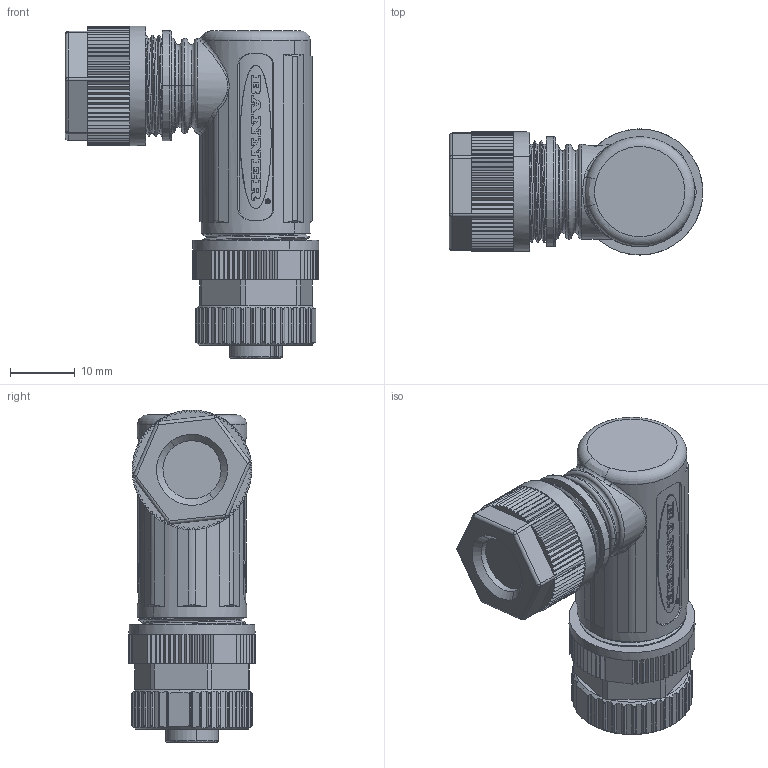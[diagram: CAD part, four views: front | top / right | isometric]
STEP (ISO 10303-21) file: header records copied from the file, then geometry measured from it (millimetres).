
FILE_DESCRIPTION((''),'2;1');
FILE_NAME('246781_SM01_ASM','2024-11-26T13:58:43',('banengservice'),('BANNER ENGINEERING'),'CREO PARAMETRIC BY PTC INC, 2022414','CREO PARAMETRIC BY PTC INC, 2022414','');
FILE_SCHEMA(('CONFIG_CONTROL_DESIGN'));
Length unit declared in the file: metre
Products named in the file (2): 246781_EP01; 246781_SM01_ASM
Assembly tree (1 placements, depth 2):
  246781_SM01_ASM
    246781_EP01
Bounding box: 39.25 x 19.5 x 51.37 mm (x, y, z)
Volume: 15891.8 mm3; surface area: 5917.2 mm2
Topology: 1 solids, 1 shells, 1125 faces, 3059 edges, 1986 vertices
Faces by surface type: plane 813, cylinder 188, extrusion 41, bspline 26, cone 25, torus 24, sphere 8
Entity records: 43443 total; most frequent: CARTESIAN_POINT 15665, ORIENTED_EDGE 6102, DIRECTION 5289, EDGE_CURVE 3051, VERTEX_POINT 1986, VECTOR 1841, LINE 1800, AXIS2_PLACEMENT_3D 1724
